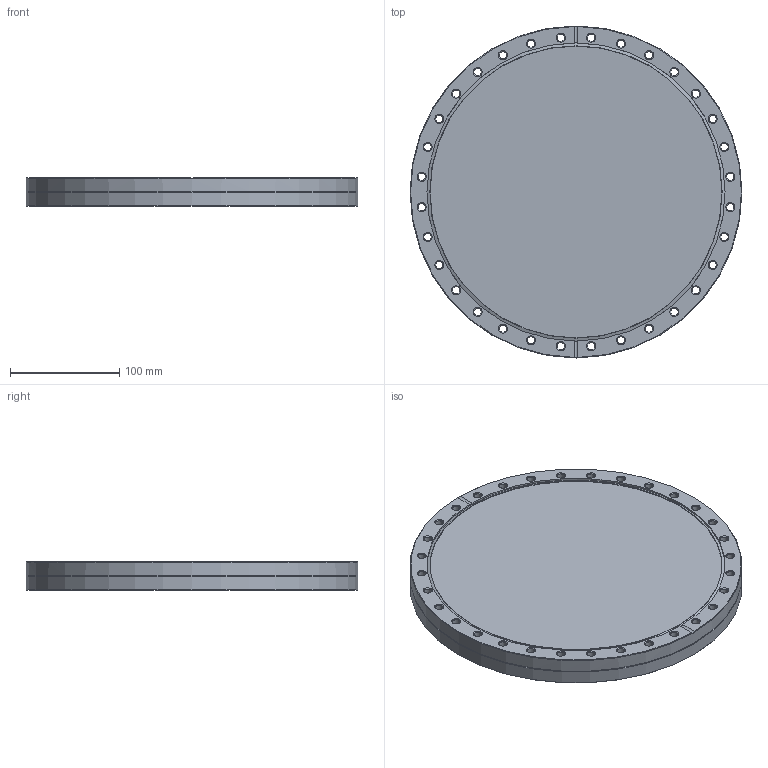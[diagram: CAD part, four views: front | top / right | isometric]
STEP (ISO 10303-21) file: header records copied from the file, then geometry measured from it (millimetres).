
FILE_DESCRIPTION( ( 'Unknown' ), '1' );
FILE_NAME( 'F1200X000NM.stp', 'Unknown', ( 'Unknown' ), ( 'Unknown' ), 'XStep 1.0', 'Unknown', ' ' );
FILE_SCHEMA( ( 'CONFIG_CONTROL_DESIGN' ) );
Length unit declared in the file: millimetre
Products named in the file (1): 1
Bounding box: 304.04 x 304.04 x 25.91 mm (x, y, z)
Volume: 1781637.9 mm3; surface area: 186231.1 mm2
Topology: 1 solids, 1 shells, 111 faces, 259 edges, 150 vertices
Faces by surface type: cone 69, cylinder 37, plane 4, torus 1
Full cylindrical faces by diameter (mm): 6.8 x32, 273.05 x1, 304.038 x2
Entity records: 2830 total; most frequent: DIRECTION 510, CARTESIAN_POINT 478, ORIENTED_EDGE 306, EDGE_LOOP 278, AXIS2_PLACEMENT_3D 253, EDGE_CURVE 153, FACE_OUTER_BOUND 147, VERTEX_POINT 147
